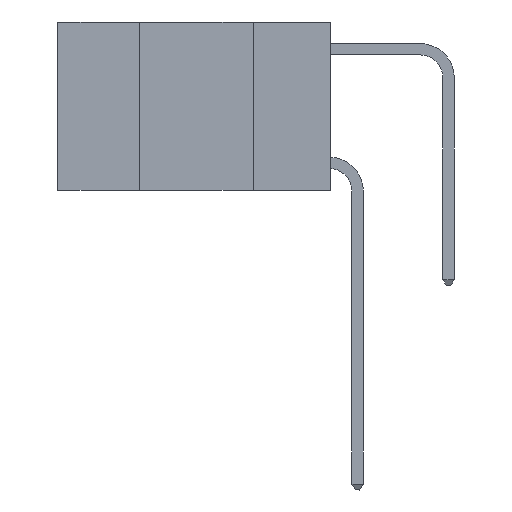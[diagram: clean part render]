
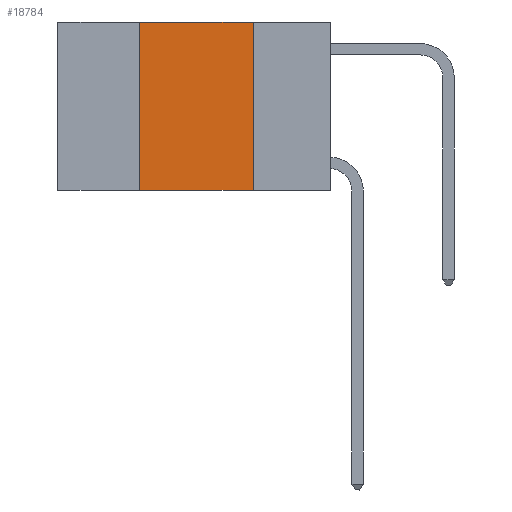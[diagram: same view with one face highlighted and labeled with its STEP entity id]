
A CAD part, left-side view. The second image highlights one B-rep face of the part: STEP entity #18784.
In plain terms, the highlighted planar face has unit normal (-1, 0, 0).
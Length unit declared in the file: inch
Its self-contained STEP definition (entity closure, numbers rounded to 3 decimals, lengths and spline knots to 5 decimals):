
#100 = DIRECTION ( 'NONE',  ( 0., -1., 0. ) ) ;
#899 = EDGE_CURVE ( 'NONE', #1264, #8302, #19090, .T. ) ;
#1112 = CARTESIAN_POINT ( 'NONE',  ( 0., 0.17, -0.37 ) ) ;
#1264 = VERTEX_POINT ( 'NONE', #21183 ) ;
#4125 = CARTESIAN_POINT ( 'NONE',  ( 0., 0.6, -0.37 ) ) ;
#4314 = ORIENTED_EDGE ( 'NONE', *, *, #20063, .F. ) ;
#5908 = CARTESIAN_POINT ( 'NONE',  ( 0., 0.42, 0. ) ) ;
#6152 = LINE ( 'NONE', #5908, #15569 ) ;
#6596 = CARTESIAN_POINT ( 'NONE',  ( 0., 0.17, 0. ) ) ;
#6705 = CARTESIAN_POINT ( 'NONE',  ( 0., 0.42, -0.37 ) ) ;
#7473 = DIRECTION ( 'NONE',  ( 1., 0., 0. ) ) ;
#7517 = DIRECTION ( 'NONE',  ( 0., 0., 1. ) ) ;
#8302 = VERTEX_POINT ( 'NONE', #1112 ) ;
#8986 = DIRECTION ( 'NONE',  ( 0., -1., 0. ) ) ;
#9640 = ORIENTED_EDGE ( 'NONE', *, *, #18336, .F. ) ;
#10212 = EDGE_CURVE ( 'NONE', #15421, #8302, #12884, .T. ) ;
#10273 = LINE ( 'NONE', #18489, #12104 ) ;
#10422 = ORIENTED_EDGE ( 'NONE', *, *, #10212, .T. ) ;
#11334 = ORIENTED_EDGE ( 'NONE', *, *, #899, .F. ) ;
#11729 = DIRECTION ( 'NONE',  ( 0., 0., -1. ) ) ;
#12104 = VECTOR ( 'NONE', #100, 39.37008 ) ;
#12884 = LINE ( 'NONE', #4125, #17308 ) ;
#15218 = VECTOR ( 'NONE', #11729, 39.37008 ) ;
#15421 = VERTEX_POINT ( 'NONE', #6705 ) ;
#15514 = CARTESIAN_POINT ( 'NONE',  ( 0., 0.42, 0. ) ) ;
#15569 = VECTOR ( 'NONE', #7517, 39.37008 ) ;
#15714 = PLANE ( 'NONE',  #20626 ) ;
#16583 = FACE_OUTER_BOUND ( 'NONE', #17037, .T. ) ;
#17037 = EDGE_LOOP ( 'NONE', ( #11334, #4314, #9640, #10422 ) ) ;
#17308 = VECTOR ( 'NONE', #8986, 39.37008 ) ;
#17455 = CARTESIAN_POINT ( 'NONE',  ( 0., 0.6, 0. ) ) ;
#18336 = EDGE_CURVE ( 'NONE', #15421, #19169, #6152, .T. ) ;
#18489 = CARTESIAN_POINT ( 'NONE',  ( 0., 0.6, 0. ) ) ;
#18784 = ADVANCED_FACE ( 'NONE', ( #16583 ), #15714, .F. ) ;
#19090 = LINE ( 'NONE', #6596, #15218 ) ;
#19169 = VERTEX_POINT ( 'NONE', #15514 ) ;
#20063 = EDGE_CURVE ( 'NONE', #19169, #1264, #10273, .T. ) ;
#20626 = AXIS2_PLACEMENT_3D ( 'NONE', #17455, #7473, #20789 ) ;
#20789 = DIRECTION ( 'NONE',  ( 0., 0., -1. ) ) ;
#21183 = CARTESIAN_POINT ( 'NONE',  ( 0., 0.17, 0. ) ) ;
